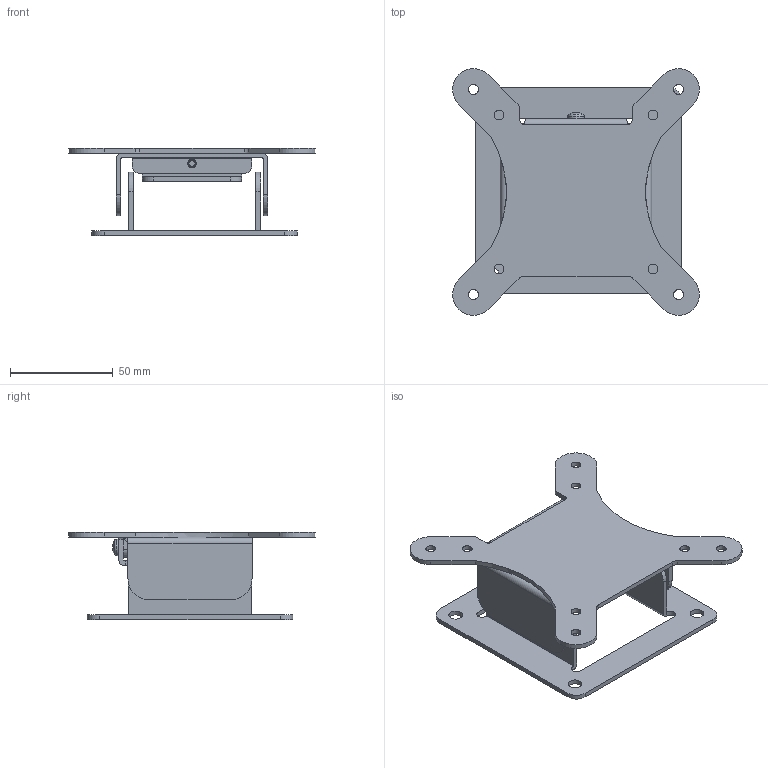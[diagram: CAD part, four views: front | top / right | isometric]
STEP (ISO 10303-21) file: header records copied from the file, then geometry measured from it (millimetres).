
FILE_DESCRIPTION(/* description */ (''),/* implementation_level */ '2;1');
FILE_NAME(/* name */ 'vb_vesa_mnt_tw.stp',/* time_stamp */ '2019-10-01T15:09:58-04:00',/* author */ ('NickC'),/* organization */ (''),/* preprocessor_version */ 'ST-DEVELOPER v17',/* originating_system */ 'Autodesk Inventor 2019',/* authorisation */ '');
FILE_SCHEMA (('AUTOMOTIVE_DESIGN { 1 0 10303 214 3 1 1 }'));
Length unit declared in the file: inch
Products named in the file (1): Part1
Bounding box: 120.24 x 120.24 x 42.5 mm (x, y, z)
Volume: 58889 mm3; surface area: 47712.9 mm2
Topology: 2 solids, 2 shells, 202 faces, 578 edges, 379 vertices
Faces by surface type: cylinder 106, plane 72, cone 12, bspline 6, torus 5, sphere 1
Full cylindrical faces by diameter (mm): 3.242 x16, 3.251 x2, 3.621 x1, 4 x11, 4.826 x8, 6.756 x4
Entity records: 9017 total; most frequent: CARTESIAN_POINT 3650, ORIENTED_EDGE 1148, DIRECTION 1037, EDGE_CURVE 574, AXIS2_PLACEMENT_3D 378, VERTEX_POINT 373, LINE 281, VECTOR 281
